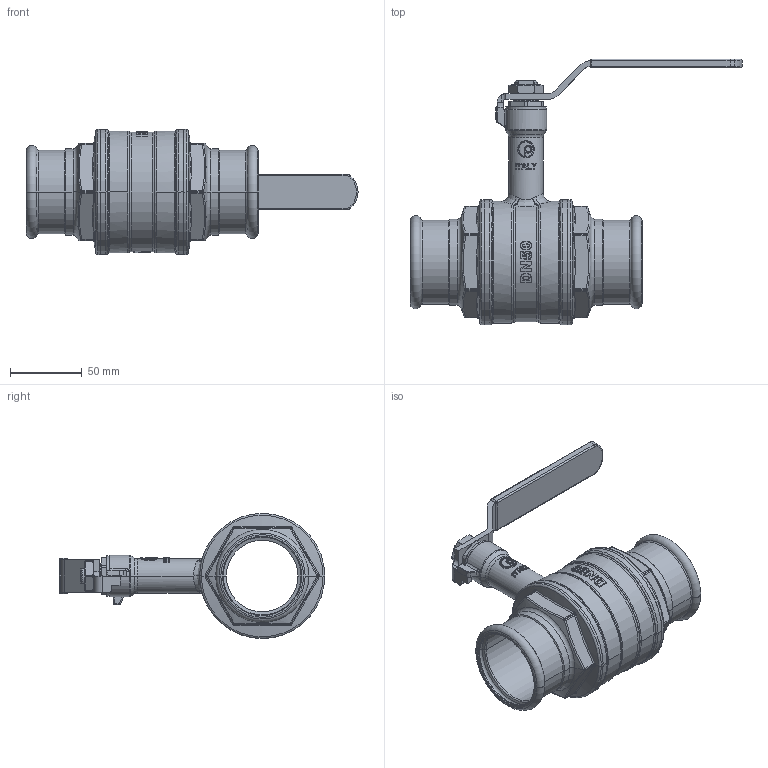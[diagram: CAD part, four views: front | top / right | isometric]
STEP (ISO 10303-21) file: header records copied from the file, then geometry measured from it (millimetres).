
FILE_DESCRIPTION((''),'2;1');
FILE_NAME('P100LM_54MM_ASM','2024-03-25T15:40:30',('mirco.molonato'),(''),'CREO PARAMETRIC BY PTC INC, 2022414','CREO PARAMETRIC BY PTC INC, 2022414','');
FILE_SCHEMA(('CONFIG_CONTROL_DESIGN'));
Length unit declared in the file: millimetre
Products named in the file (10): 07164; 07165; ASTA_51L_DN40_ASM; 87185; 06113; 87137; GRIP_LEVA_ACCIAIO_150MM; LEVA_ACCIAIO_150MM_GRIP_ASM; 01040; P100LM_54MM_ASM
Assembly tree (10 placements, depth 3):
  P100LM_54MM_ASM
    07164
    ASTA_51L_DN40_ASM
      07165
    87185
    06113  x2
    LEVA_ACCIAIO_150MM_GRIP_ASM
      87137
      GRIP_LEVA_ACCIAIO_150MM
    01040
Bounding box: 232.1 x 185.65 x 87.5 mm (x, y, z)
Volume: 245821.2 mm3; surface area: 153631.6 mm2
Topology: 8 solids, 20 shells, 832 faces, 1951 edges, 1173 vertices
Faces by surface type: cylinder 235, bspline 178, plane 163, cone 112, torus 107, extrusion 29, sphere 8
Entity records: 27106 total; most frequent: CARTESIAN_POINT 11879, ORIENTED_EDGE 3206, DIRECTION 2962, EDGE_CURVE 1631, AXIS2_PLACEMENT_3D 1194, VERTEX_POINT 995, EDGE_LOOP 738, FACE_OUTER_BOUND 689
